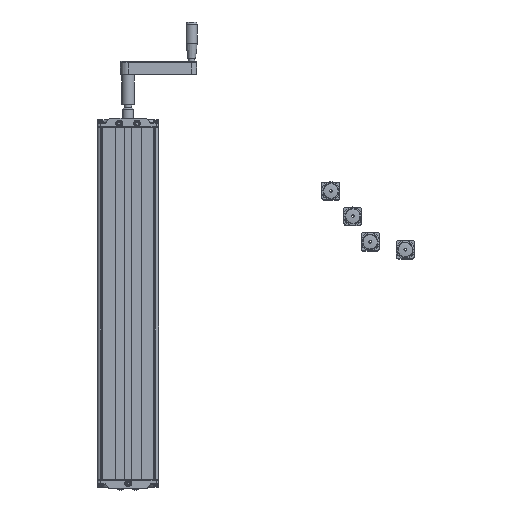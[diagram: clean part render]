
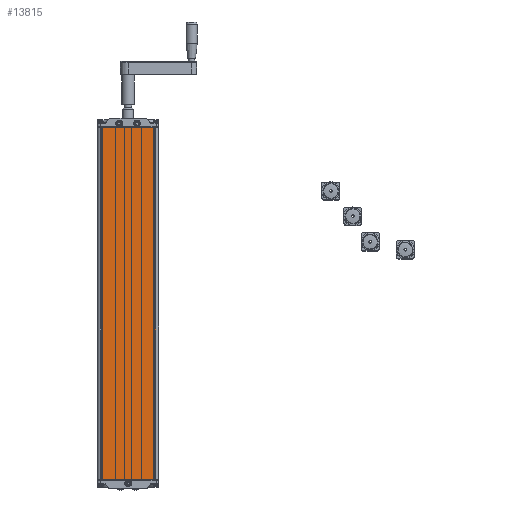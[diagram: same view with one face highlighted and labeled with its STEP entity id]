
A CAD part, top view. The second image highlights one B-rep face of the part: STEP entity #13815.
In plain terms, the highlighted planar face has unit normal (0, 0, 1).
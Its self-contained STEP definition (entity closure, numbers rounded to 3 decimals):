
#874=PLANE('',#15167);
#1177=FACE_OUTER_BOUND('',#2042,.T.);
#2042=EDGE_LOOP('',(#9404,#9405,#9406,#9407));
#3028=LINE('',#21879,#4010);
#3029=LINE('',#21881,#4011);
#3030=LINE('',#21883,#4012);
#3031=LINE('',#21884,#4013);
#4010=VECTOR('',#17121,691.5);
#4011=VECTOR('',#17122,108.);
#4012=VECTOR('',#17123,691.5);
#4013=VECTOR('',#17124,108.);
#5976=VERTEX_POINT('',#21877);
#5977=VERTEX_POINT('',#21878);
#5978=VERTEX_POINT('',#21880);
#5979=VERTEX_POINT('',#21882);
#7282=EDGE_CURVE('',#5976,#5977,#3028,.F.);
#7283=EDGE_CURVE('',#5977,#5978,#3029,.T.);
#7284=EDGE_CURVE('',#5978,#5979,#3030,.T.);
#7285=EDGE_CURVE('',#5979,#5976,#3031,.F.);
#9404=ORIENTED_EDGE('',*,*,#7282,.T.);
#9405=ORIENTED_EDGE('',*,*,#7283,.T.);
#9406=ORIENTED_EDGE('',*,*,#7284,.T.);
#9407=ORIENTED_EDGE('',*,*,#7285,.T.);
#13815=ADVANCED_FACE('',(#1177),#874,.T.);
#15167=AXIS2_PLACEMENT_3D('',#21876,#17119,#17120);
#17119=DIRECTION('center_axis',(0.,0.,1.));
#17120=DIRECTION('ref_axis',(1.,0.,0.));
#17121=DIRECTION('',(0.,-1.,0.));
#17122=DIRECTION('',(-1.,0.,0.));
#17123=DIRECTION('',(0.,-1.,0.));
#17124=DIRECTION('',(-1.,0.,0.));
#21876=CARTESIAN_POINT('Origin',(60.,692.5,30.));
#21877=CARTESIAN_POINT('',(54.,0.5,30.));
#21878=CARTESIAN_POINT('',(54.,692.,30.));
#21879=CARTESIAN_POINT('',(54.,692.,30.));
#21880=CARTESIAN_POINT('',(-54.,692.,30.));
#21881=CARTESIAN_POINT('',(54.,692.,30.));
#21882=CARTESIAN_POINT('',(-54.,0.5,30.));
#21883=CARTESIAN_POINT('',(-54.,692.,30.));
#21884=CARTESIAN_POINT('',(54.,0.5,30.));
